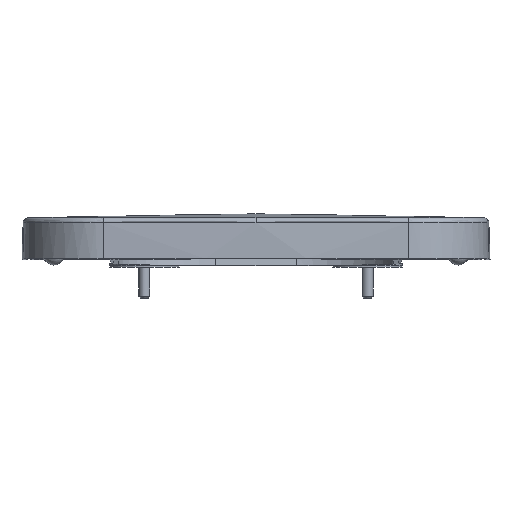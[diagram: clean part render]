
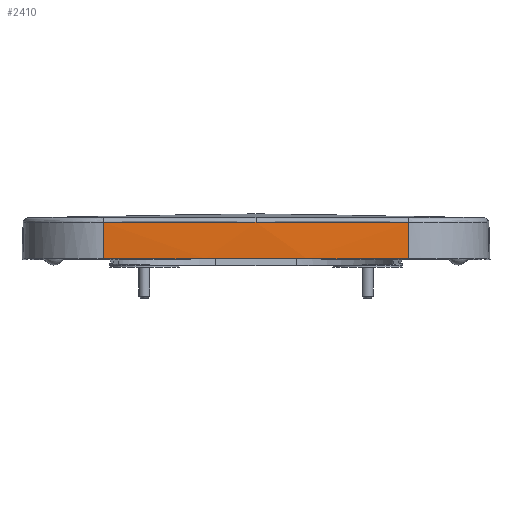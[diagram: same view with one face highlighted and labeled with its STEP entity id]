
A CAD part, top view. The second image highlights one B-rep face of the part: STEP entity #2410.
In plain terms, the highlighted conical face has half-angle 1.5 degrees and reference radius 1488.16 mm.
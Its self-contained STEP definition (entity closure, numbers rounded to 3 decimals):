
#452=CONICAL_SURFACE('',#9657,1488.159,1.5);
#540=LINE('',#14581,#831);
#542=LINE('',#14630,#833);
#831=VECTOR('',#10671,1.);
#833=VECTOR('',#10673,1.);
#1351=B_SPLINE_CURVE_WITH_KNOTS('',3,(#14091,#14092,#14093,#14094,#14095,
#14096,#14097,#14098,#14099,#14100,#14101,#14102,#14103,#14104,#14105,#14106,
#14107,#14108,#14109,#14110,#14111,#14112,#14113,#14114,#14115,#14116,#14117,
#14118,#14119,#14120),.UNSPECIFIED.,.F.,.F.,(4,2,2,2,1,1,1,2,2,2,2,2,1,
1,1,2,2,4),(0.,0.25,0.375,0.438,0.469,
0.484,0.492,0.496,0.5,
0.625,0.688,0.719,0.734,
0.742,0.746,0.748,0.75,
1.),.UNSPECIFIED.);
#1365=B_SPLINE_CURVE_WITH_KNOTS('',3,(#14632,#14633,#14634,#14635,#14636,
#14637,#14638,#14639,#14640,#14641,#14642,#14643,#14644,#14645,#14646,#14647,
#14648,#14649,#14650,#14651,#14652,#14653,#14654,#14655,#14656,#14657,#14658,
#14659,#14660,#14661),.UNSPECIFIED.,.F.,.F.,(4,2,2,1,1,1,2,2,2,2,2,1,1,
1,2,2,2,4),(0.,0.25,0.252,0.254,0.258,
0.266,0.281,0.312,0.375,
0.5,0.504,0.508,0.516,
0.531,0.562,0.625,0.75,1.),
 .UNSPECIFIED.);
#1814=FACE_OUTER_BOUND('',#3197,.T.);
#2410=ADVANCED_FACE('',(#1814),#452,.T.);
#3197=EDGE_LOOP('',(#3976,#3977,#3978,#3979,#3980));
#3976=ORIENTED_EDGE('',*,*,#7619,.T.);
#3977=ORIENTED_EDGE('',*,*,#7705,.T.);
#3978=ORIENTED_EDGE('',*,*,#7706,.T.);
#3979=ORIENTED_EDGE('',*,*,#7665,.T.);
#3980=ORIENTED_EDGE('',*,*,#7702,.T.);
#6751=VERTEX_POINT('',#13321);
#6752=VERTEX_POINT('',#13323);
#6786=VERTEX_POINT('',#14121);
#6787=VERTEX_POINT('',#14122);
#6814=VERTEX_POINT('',#14631);
#7619=EDGE_CURVE('',#6752,#6751,#9022,.T.);
#7665=EDGE_CURVE('',#6786,#6787,#1351,.T.);
#7702=EDGE_CURVE('',#6787,#6752,#540,.T.);
#7705=EDGE_CURVE('',#6751,#6814,#542,.T.);
#7706=EDGE_CURVE('',#6814,#6786,#1365,.T.);
#9022=CIRCLE('',#9627,1488.159);
#9627=AXIS2_PLACEMENT_3D('',#13322,#10598,#10599);
#9657=AXIS2_PLACEMENT_3D('',#14662,#10674,#10675);
#10598=DIRECTION('',(0.,1.,0.));
#10599=DIRECTION('',(0.,0.,1.));
#10671=DIRECTION('',(-0.002,-1.,0.026));
#10673=DIRECTION('',(-0.002,1.,-0.026));
#10674=DIRECTION('',(0.,-1.,0.));
#10675=DIRECTION('',(0.,0.,-1.));
#13321=CARTESIAN_POINT('',(122.867,5.,435.602));
#13322=CARTESIAN_POINT('',(0.,5.,-1047.476));
#13323=CARTESIAN_POINT('',(-122.867,5.,435.602));
#14091=CARTESIAN_POINT('',(0.,34.266,439.916));
#14092=CARTESIAN_POINT('',(-8.091,34.266,439.916));
#14093=CARTESIAN_POINT('',(-17.259,34.268,439.852));
#14094=CARTESIAN_POINT('',(-32.624,34.273,439.567));
#14095=CARTESIAN_POINT('',(-38.015,34.275,439.441));
#14096=CARTESIAN_POINT('',(-46.503,34.279,439.192));
#14097=CARTESIAN_POINT('',(-49.399,34.28,439.098));
#14098=CARTESIAN_POINT('',(-53.845,34.283,438.942));
#14099=CARTESIAN_POINT('',(-56.092,34.284,438.859));
#14100=CARTESIAN_POINT('',(-58.759,34.285,438.755));
#14101=CARTESIAN_POINT('',(-60.103,34.286,438.701));
#14102=CARTESIAN_POINT('',(-60.681,34.286,438.678));
#14103=CARTESIAN_POINT('',(-61.067,34.287,438.662));
#14104=CARTESIAN_POINT('',(-61.209,34.287,438.656));
#14105=CARTESIAN_POINT('',(-69.316,34.291,438.321));
#14106=CARTESIAN_POINT('',(-75.803,34.295,437.992));
#14107=CARTESIAN_POINT('',(-83.474,34.299,437.574));
#14108=CARTESIAN_POINT('',(-85.688,34.3,437.446));
#14109=CARTESIAN_POINT('',(-88.494,34.301,437.281));
#14110=CARTESIAN_POINT('',(-89.344,34.302,437.23));
#14111=CARTESIAN_POINT('',(-90.49,34.302,437.16));
#14112=CARTESIAN_POINT('',(-91.03,34.302,437.127));
#14113=CARTESIAN_POINT('',(-91.605,34.303,437.092));
#14114=CARTESIAN_POINT('',(-91.878,34.303,437.075));
#14115=CARTESIAN_POINT('',(-91.992,34.303,437.068));
#14116=CARTESIAN_POINT('',(-92.068,34.303,437.063));
#14117=CARTESIAN_POINT('',(-92.052,34.303,437.064));
#14118=CARTESIAN_POINT('',(-103.668,34.308,436.343));
#14119=CARTESIAN_POINT('',(-113.888,34.309,435.576));
#14120=CARTESIAN_POINT('',(-122.804,34.306,434.837));
#14121=CARTESIAN_POINT('',(0.,34.266,439.916));
#14122=CARTESIAN_POINT('',(-122.804,34.306,434.837));
#14581=CARTESIAN_POINT('',(-122.867,5.,435.602));
#14630=CARTESIAN_POINT('',(122.867,5.,435.602));
#14631=CARTESIAN_POINT('',(122.804,34.306,434.837));
#14632=CARTESIAN_POINT('',(122.804,34.306,434.837));
#14633=CARTESIAN_POINT('',(113.888,34.309,435.576));
#14634=CARTESIAN_POINT('',(103.668,34.308,436.343));
#14635=CARTESIAN_POINT('',(92.052,34.303,437.064));
#14636=CARTESIAN_POINT('',(92.068,34.303,437.063));
#14637=CARTESIAN_POINT('',(91.992,34.303,437.068));
#14638=CARTESIAN_POINT('',(91.878,34.303,437.075));
#14639=CARTESIAN_POINT('',(91.605,34.303,437.092));
#14640=CARTESIAN_POINT('',(91.03,34.302,437.127));
#14641=CARTESIAN_POINT('',(90.49,34.302,437.16));
#14642=CARTESIAN_POINT('',(89.344,34.302,437.23));
#14643=CARTESIAN_POINT('',(88.494,34.301,437.281));
#14644=CARTESIAN_POINT('',(85.688,34.3,437.446));
#14645=CARTESIAN_POINT('',(83.474,34.299,437.574));
#14646=CARTESIAN_POINT('',(75.803,34.295,437.992));
#14647=CARTESIAN_POINT('',(69.316,34.291,438.321));
#14648=CARTESIAN_POINT('',(61.209,34.287,438.656));
#14649=CARTESIAN_POINT('',(61.067,34.287,438.662));
#14650=CARTESIAN_POINT('',(60.681,34.286,438.678));
#14651=CARTESIAN_POINT('',(60.103,34.286,438.701));
#14652=CARTESIAN_POINT('',(58.759,34.285,438.755));
#14653=CARTESIAN_POINT('',(56.092,34.284,438.859));
#14654=CARTESIAN_POINT('',(53.845,34.283,438.942));
#14655=CARTESIAN_POINT('',(49.399,34.28,439.098));
#14656=CARTESIAN_POINT('',(46.503,34.279,439.192));
#14657=CARTESIAN_POINT('',(38.015,34.275,439.441));
#14658=CARTESIAN_POINT('',(32.624,34.273,439.567));
#14659=CARTESIAN_POINT('',(17.259,34.268,439.852));
#14660=CARTESIAN_POINT('',(8.091,34.266,439.916));
#14661=CARTESIAN_POINT('',(0.,34.266,439.916));
#14662=CARTESIAN_POINT('',(0.,5.,-1047.476));
